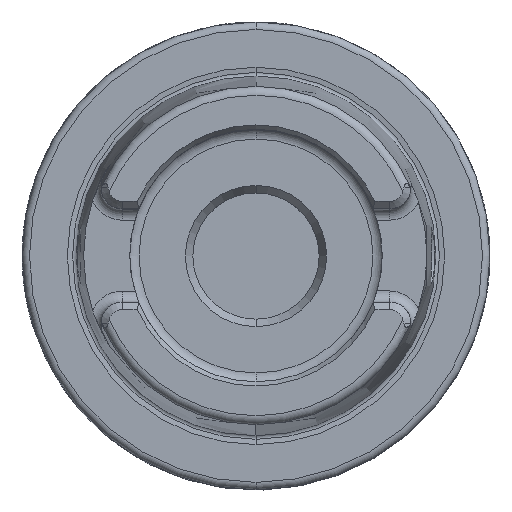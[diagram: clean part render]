
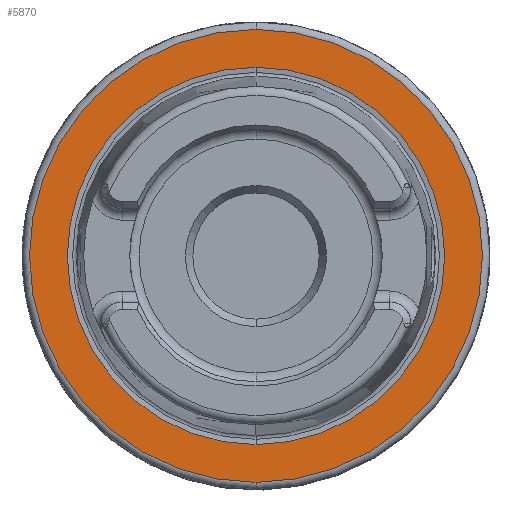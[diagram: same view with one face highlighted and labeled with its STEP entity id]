
A CAD part, top view. The second image highlights one B-rep face of the part: STEP entity #5870.
In plain terms, the highlighted planar face has unit normal (0, 0, 1).
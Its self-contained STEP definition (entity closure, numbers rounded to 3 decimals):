
#1569=CARTESIAN_POINT('',(0,0,26));
#1570=DIRECTION('',(0,0,1));
#1571=DIRECTION('',(0,1,0));
#1572=AXIS2_PLACEMENT_3D('',#1569,#1570,#1571);
#1574=CARTESIAN_POINT('',(0,0,26));
#1575=DIRECTION('',(0,0,1));
#1576=DIRECTION('',(0,-1,0));
#1577=AXIS2_PLACEMENT_3D('',#1574,#1575,#1576);
#1587=CARTESIAN_POINT('',(0,0,26));
#1588=DIRECTION('',(0,0,1));
#1589=DIRECTION('',(0,1,0));
#1590=AXIS2_PLACEMENT_3D('',#1587,#1588,#1589);
#1592=CARTESIAN_POINT('',(0,0,26));
#1593=DIRECTION('',(0,0,-1));
#1594=DIRECTION('',(0,1,0));
#1595=AXIS2_PLACEMENT_3D('',#1592,#1593,#1594);
#3774=CARTESIAN_POINT('',(0,25.409,26));
#3776=VERTEX_POINT('',#3774);
#3810=CARTESIAN_POINT('',(0,-25.409,26));
#3812=VERTEX_POINT('',#3810);
#3876=CARTESIAN_POINT('',(0,30.5,26));
#3877=CARTESIAN_POINT('',(0,-30.5,26));
#3878=VERTEX_POINT('',#3876);
#3879=VERTEX_POINT('',#3877);
#5854=CARTESIAN_POINT('',(0,0,26));
#5855=DIRECTION('',(0,0,-1));
#5856=DIRECTION('',(0,-1,0));
#5857=AXIS2_PLACEMENT_3D('',#5854,#5855,#5856);
#5858=PLANE('',#5857);
#5860=ORIENTED_EDGE('',*,*,#5859,.F.);
#5861=ORIENTED_EDGE('',*,*,#5844,.F.);
#5862=EDGE_LOOP('',(#5860,#5861));
#5863=FACE_OUTER_BOUND('',#5862,.F.);
#5865=ORIENTED_EDGE('',*,*,#5864,.T.);
#5867=ORIENTED_EDGE('',*,*,#5866,.F.);
#5868=EDGE_LOOP('',(#5865,#5867));
#5869=FACE_BOUND('',#5868,.F.);
#5870=ADVANCED_FACE('',(#5863,#5869),#5858,.F.);
#1573=CIRCLE('',#1572,30.5);
#1578=CIRCLE('',#1577,30.5);
#1591=CIRCLE('',#1590,25.409);
#1596=CIRCLE('',#1595,25.409);
#5844=EDGE_CURVE('',#3879,#3878,#1578,.T.);
#5859=EDGE_CURVE('',#3878,#3879,#1573,.T.);
#5864=EDGE_CURVE('',#3776,#3812,#1591,.T.);
#5866=EDGE_CURVE('',#3776,#3812,#1596,.T.);
